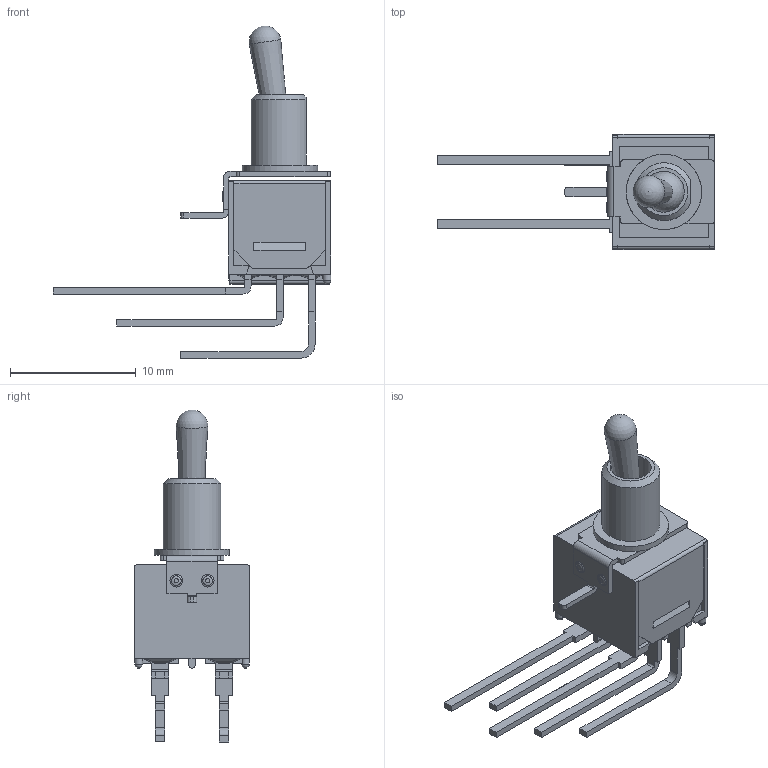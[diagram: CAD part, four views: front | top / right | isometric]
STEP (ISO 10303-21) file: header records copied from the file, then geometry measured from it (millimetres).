
FILE_DESCRIPTION((' '),'2;1');
FILE_NAME('200MDPxT2B2M7xE.stp','2017-07-28T15:36:59',(' '),(' '),' ','ACIS',' ');
FILE_SCHEMA(('CONFIG_CONTROL_DESIGN'));
Length unit declared in the file: inch
Products named in the file (1): 200MDPxT2B2M7xE.stp
Bounding box: 22.1 x 9.14 x 26.39 mm (x, y, z)
Volume: 399.7 mm3; surface area: 1374 mm2
Topology: 1 solids, 2 shells, 292 faces, 821 edges, 536 vertices
Faces by surface type: plane 221, cylinder 44, bspline 18, sphere 5, cone 4
Full cylindrical faces by diameter (mm): 0.65 x4, 3.25 x1, 6 x1
Entity records: 10211 total; most frequent: CARTESIAN_POINT 2821, ORIENTED_EDGE 1582, DIRECTION 1383, EDGE_CURVE 791, VECTOR 603, LINE 603, VERTEX_POINT 524, AXIS2_PLACEMENT_3D 390
